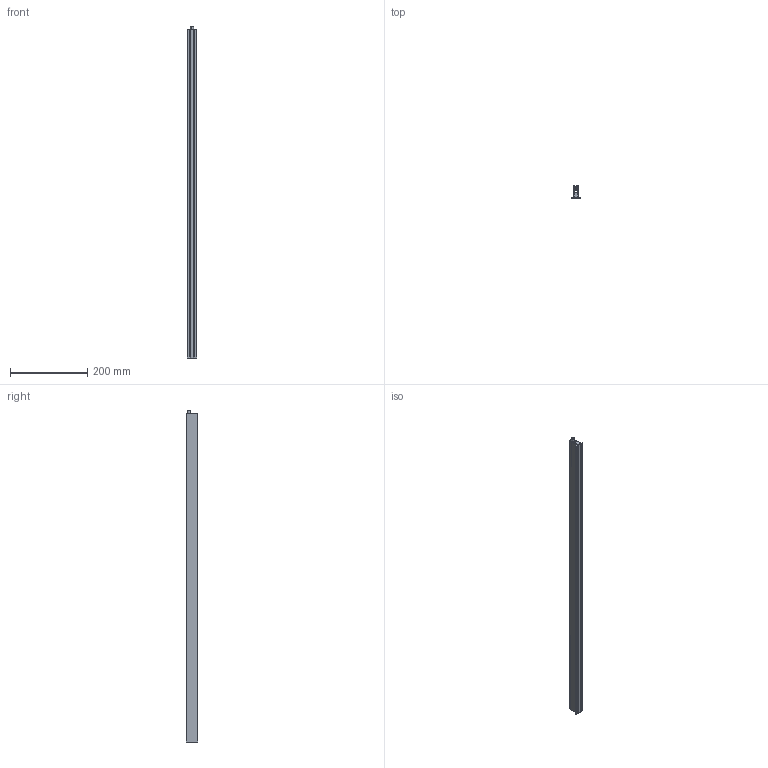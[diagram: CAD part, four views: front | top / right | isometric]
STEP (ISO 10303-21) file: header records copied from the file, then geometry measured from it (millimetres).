
FILE_DESCRIPTION (( 'STEP AP203' ), '1' );
FILE_NAME ('FT850_Plus.STEP', '2024-11-27T15:58:04', ( '' ), ( '' ), 'SwSTEP 2.0', 'SolidWorks 2023', '' );
FILE_SCHEMA (( 'CONFIG_CONTROL_DESIGN' ));
Length unit declared in the file: millimetre
Products named in the file (4): Innengeometrie_FT_plus_850; FT850_Plus; Betätigungsteil_FT; Aussengehäuse_FT_850
Assembly tree (3 placements, depth 2):
  FT850_Plus
    Aussengehäuse_FT_850
    Betätigungsteil_FT
    Innengeometrie_FT_plus_850
Bounding box: 25 x 31 x 858 mm (x, y, z)
Volume: 202080.7 mm3; surface area: 252281.1 mm2
Topology: 16 solids, 16 shells, 614 faces, 1738 edges, 1158 vertices
Faces by surface type: plane 309, bspline 282, cylinder 21, torus 2
Entity records: 33566 total; most frequent: CARTESIAN_POINT 18998, ORIENTED_EDGE 3476, DIRECTION 1898, EDGE_CURVE 1738, VERTEX_POINT 1158, LINE 1126, VECTOR 1126, EDGE_LOOP 694
